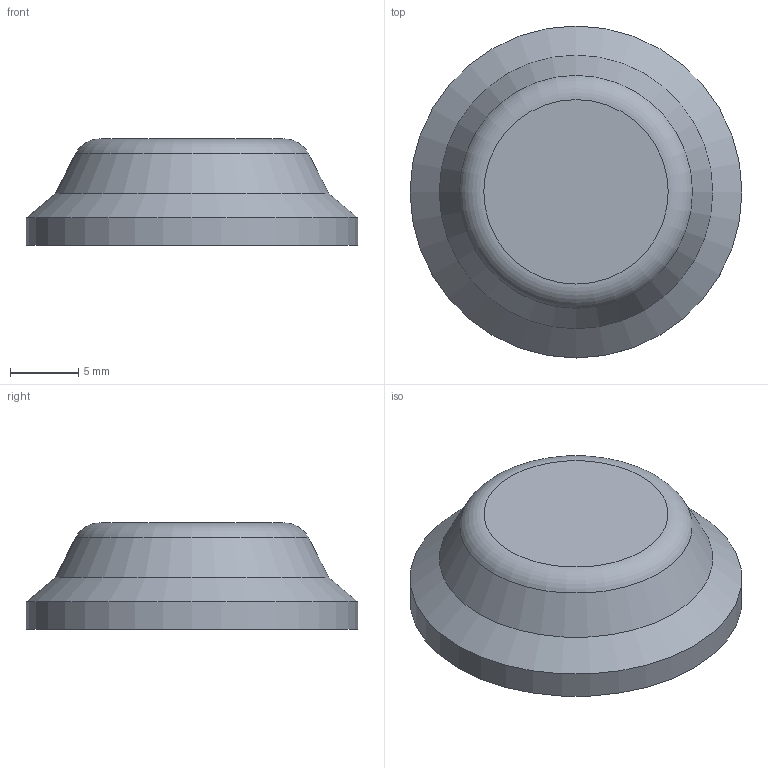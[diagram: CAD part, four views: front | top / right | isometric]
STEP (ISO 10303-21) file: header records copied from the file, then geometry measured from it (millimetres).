
FILE_DESCRIPTION(/* description */ ('Unknown'),/* implementation_level */ '2;1');
FILE_NAME(/* name */ '714713100000',/* time_stamp */ '2020-06-23T10:32:54+02:00',/* author */ ('Unknown'),/* organization */ ('Unknown'),/* preprocessor_version */ 'ST-DEVELOPER v16.7',/* originating_system */ 'DEX',/* authorisation */ $);
FILE_SCHEMA (('AUTOMOTIVE_DESIGN {1 0 10303 214 3 1 1}'));
Length unit declared in the file: millimetre
Products named in the file (1): 714713100000 
Bounding box: 24.4 x 24.4 x 7.8 mm (x, y, z)
Volume: 438.9 mm3; surface area: 1791.2 mm2
Topology: 1 solids, 1 shells, 28 faces, 67 edges, 43 vertices
Faces by surface type: plane 12, cylinder 10, cone 4, torus 2
Full cylindrical faces by diameter (mm): 23.4 x1, 24.4 x1
Entity records: 798 total; most frequent: DIRECTION 142, CARTESIAN_POINT 129, ORIENTED_EDGE 116, EDGE_CURVE 58, AXIS2_PLACEMENT_3D 55, VERTEX_POINT 42, EDGE_LOOP 38, FACE_BOUND 38
